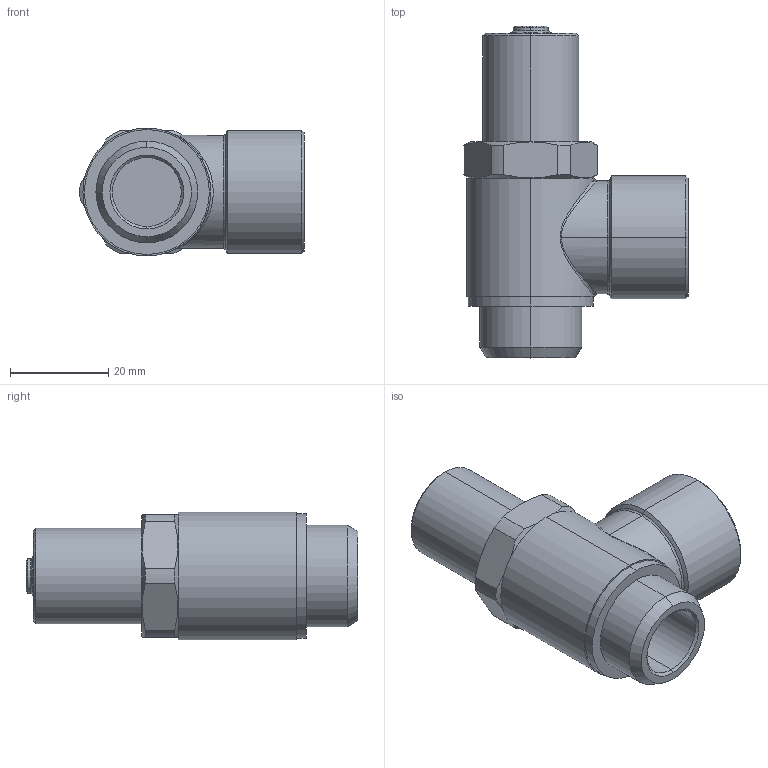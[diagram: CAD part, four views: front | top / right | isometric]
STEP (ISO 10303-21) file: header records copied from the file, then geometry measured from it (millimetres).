
FILE_DESCRIPTION (( 'STEP AP203' ), '1' );
FILE_NAME ('04400004.STEP', '2011-05-16T08:17:20', ( '' ), ( 'sopra-pneumatic' ), 'SwSTEP 2.0', 'SolidWorks 2009', '' );
FILE_SCHEMA (( 'CONFIG_CONTROL_DESIGN' ));
Length unit declared in the file: millimetre
Products named in the file (1): 04400004
Bounding box: 45.64 x 67.5 x 26 mm (x, y, z)
Volume: 30706 mm3; surface area: 9218.9 mm2
Topology: 1 solids, 3 shells, 90 faces, 203 edges, 128 vertices
Faces by surface type: cylinder 34, plane 30, cone 22, bspline 2, torus 2
Entity records: 4085 total; most frequent: CARTESIAN_POINT 1994, DIRECTION 435, ORIENTED_EDGE 406, EDGE_CURVE 203, AXIS2_PLACEMENT_3D 182, VERTEX_POINT 128, EDGE_LOOP 99, CIRCLE 93
